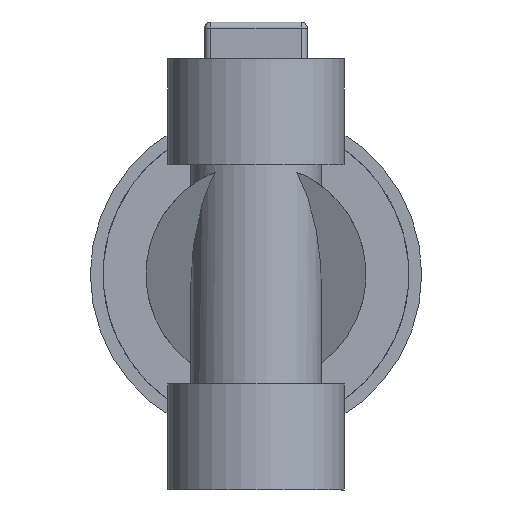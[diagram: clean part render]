
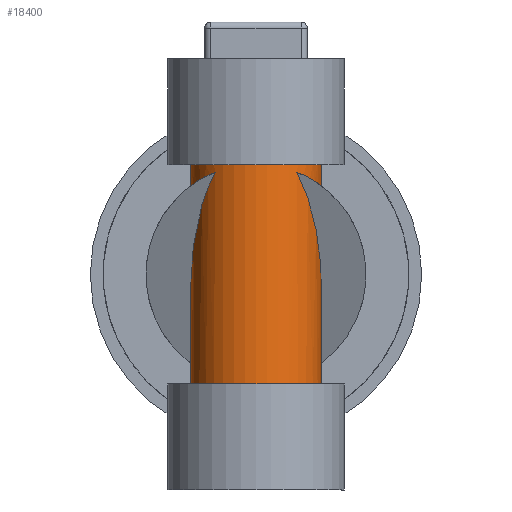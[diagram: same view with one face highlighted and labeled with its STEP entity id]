
A CAD part, front view. The second image highlights one B-rep face of the part: STEP entity #18400.
In plain terms, the highlighted cylindrical face has radius 16.32 mm (diameter 32.639 mm), a partial arc.
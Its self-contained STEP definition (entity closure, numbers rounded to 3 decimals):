
#1431 = ORIENTED_EDGE ( 'NONE', *, *, #30118, .F. ) ;
#2395 = ORIENTED_EDGE ( 'NONE', *, *, #76004, .F. ) ;
#2876 = LINE ( 'NONE', #54282, #79913 ) ;
#4735 = CARTESIAN_POINT ( 'NONE',  ( 0., 0., 27.311 ) ) ;
#5201 = AXIS2_PLACEMENT_3D ( 'NONE', #95372, #82251, #15405 ) ;
#5255 = CARTESIAN_POINT ( 'NONE',  ( -13.44, -9.277, 23.923 ) ) ;
#5426 = CARTESIAN_POINT ( 'NONE',  ( 10.175, -12.759, 25.482 ) ) ;
#7861 = CIRCLE ( 'NONE', #17580, 16.319 ) ;
#8103 = VERTEX_POINT ( 'NONE', #32091 ) ;
#9300 = VERTEX_POINT ( 'NONE', #35204 ) ;
#9914 = CARTESIAN_POINT ( 'NONE',  ( -16.319, 0., 27.311 ) ) ;
#10190 = B_SPLINE_CURVE_WITH_KNOTS ( 'NONE', 3,
 ( #5426, #12932, #57959, #13272, #65490, #20804, #72929, #28264, #80449, #35809, #87964, #43288, #95493, #50763 ),
 .UNSPECIFIED., .F., .F.,
 ( 4, 2, 2, 2, 2, 2, 4 ),
 ( 0.037, 0.041, 0.043, 0.045, 0.047, 0.049, 0.052 ),
 .UNSPECIFIED. ) ;
#10349 = ORIENTED_EDGE ( 'NONE', *, *, #34315, .T. ) ;
#12238 = DIRECTION ( 'NONE',  ( -1., 0., 0. ) ) ;
#12775 = CARTESIAN_POINT ( 'NONE',  ( -11.963, -11.164, 24.707 ) ) ;
#12932 = CARTESIAN_POINT ( 'NONE',  ( 11.117, -12.008, 25.106 ) ) ;
#13272 = CARTESIAN_POINT ( 'NONE',  ( 13.09, -9.764, 24.118 ) ) ;
#13783 = CARTESIAN_POINT ( 'NONE',  ( -16.319, 0., 27.311 ) ) ;
#14201 = CARTESIAN_POINT ( 'NONE',  ( 16.319, 0., -3.78 ) ) ;
#14458 = DIRECTION ( 'NONE',  ( 0., 0., -1. ) ) ;
#15405 = DIRECTION ( 'NONE',  ( -1., 0., 0. ) ) ;
#16036 = CARTESIAN_POINT ( 'NONE',  ( 14.126, -9.608, 18.255 ) ) ;
#17524 = CARTESIAN_POINT ( 'NONE',  ( -10.175, -12.759, 25.482 ) ) ;
#17580 = AXIS2_PLACEMENT_3D ( 'NONE', #4735, #56961, #12238 ) ;
#17936 = CARTESIAN_POINT ( 'NONE',  ( 16.32, 0., 27.311 ) ) ;
#18241 = VERTEX_POINT ( 'NONE', #25581 ) ;
#18400 = ADVANCED_FACE ( 'NONE', ( #39732 ), #69993, .T. ) ;
#18617 = ORIENTED_EDGE ( 'NONE', *, *, #27123, .F. ) ;
#20317 = CARTESIAN_POINT ( 'NONE',  ( -10.175, -12.759, 25.482 ) ) ;
#20804 = CARTESIAN_POINT ( 'NONE',  ( 14.089, -8.258, 23.547 ) ) ;
#21285 = DIRECTION ( 'NONE',  ( 0., 0., -1. ) ) ;
#21632 = CARTESIAN_POINT ( 'NONE',  ( -16.319, 0., 27.311 ) ) ;
#22701 = CARTESIAN_POINT ( 'NONE',  ( 0., 0., -27.299 ) ) ;
#23518 = LINE ( 'NONE', #17936, #43360 ) ;
#23527 = CARTESIAN_POINT ( 'NONE',  ( 16.319, 0., -3.78 ) ) ;
#25134 = VERTEX_POINT ( 'NONE', #68715 ) ;
#25581 = CARTESIAN_POINT ( 'NONE',  ( -16.32, 0., -3.78 ) ) ;
#25715 = EDGE_CURVE ( 'NONE', #78083, #93301, #2876, .T. ) ;
#27123 = EDGE_CURVE ( 'NONE', #90837, #9300, #23518, .T. ) ;
#27457 = CARTESIAN_POINT ( 'NONE',  ( -16.173, -2.512, 22.167 ) ) ;
#28264 = CARTESIAN_POINT ( 'NONE',  ( 14.914, -6.654, 23.032 ) ) ;
#30118 = EDGE_CURVE ( 'NONE', #25134, #78083, #71803, .T. ) ;
#30198 = DIRECTION ( 'NONE',  ( -1., 0., 0. ) ) ;
#31961 = CARTESIAN_POINT ( 'NONE',  ( -16.32, 0., -27.299 ) ) ;
#32091 = CARTESIAN_POINT ( 'NONE',  ( -10.175, -12.759, 25.482 ) ) ;
#34315 = EDGE_CURVE ( 'NONE', #18241, #69378, #63787, .T. ) ;
#34587 = ORIENTED_EDGE ( 'NONE', *, *, #84615, .T. ) ;
#34979 = LINE ( 'NONE', #13783, #72281 ) ;
#34988 = CARTESIAN_POINT ( 'NONE',  ( -15.571, -4.925, 22.593 ) ) ;
#35120 = VERTEX_POINT ( 'NONE', #88625 ) ;
#35204 = CARTESIAN_POINT ( 'NONE',  ( 16.32, 0., 22.056 ) ) ;
#35809 = CARTESIAN_POINT ( 'NONE',  ( 15.566, -4.941, 22.596 ) ) ;
#36789 = B_SPLINE_CURVE_WITH_KNOTS ( 'NONE', 3,
 ( #94379, #49352, #27457, #79637, #34988, #87156, #42474, #94696, #49955, #5255, #57485, #12775, #64990, #20317 ),
 .UNSPECIFIED., .F., .F.,
 ( 4, 2, 2, 2, 2, 2, 4 ),
 ( 0., 0.004, 0.006, 0.008, 0.009, 0.011, 0.015 ),
 .UNSPECIFIED. ) ;
#37384 = CARTESIAN_POINT ( 'NONE',  ( 16.319, 0., -27.299 ) ) ;
#37644 =( BOUNDED_CURVE ( )  B_SPLINE_CURVE ( 3, ( #76844, #39725, #62231, #17524 ),
 .UNSPECIFIED., .F., .F. ) 
 B_SPLINE_CURVE_WITH_KNOTS ( ( 4, 4 ),
 ( 1.571, 2.468 ),
 .UNSPECIFIED. ) 
 CURVE ( )  GEOMETRIC_REPRESENTATION_ITEM ( )  RATIONAL_B_SPLINE_CURVE ( ( 1., 0.934, 0.934, 1. ) ) 
 REPRESENTATION_ITEM ( '' )  );
#39725 = CARTESIAN_POINT ( 'NONE',  ( -16.319, -5.054, 7.812 ) ) ;
#39732 = FACE_OUTER_BOUND ( 'NONE', #49164, .T. ) ;
#41293 = EDGE_CURVE ( 'NONE', #90837, #82797, #7861, .T. ) ;
#42474 = CARTESIAN_POINT ( 'NONE',  ( -14.918, -6.645, 23.03 ) ) ;
#43288 = CARTESIAN_POINT ( 'NONE',  ( 16.172, -2.517, 22.167 ) ) ;
#43360 = VECTOR ( 'NONE', #62642, 1000. ) ;
#44332 = ORIENTED_EDGE ( 'NONE', *, *, #41293, .T. ) ;
#45039 = EDGE_CURVE ( 'NONE', #93301, #69378, #84773, .T. ) ;
#49091 = CARTESIAN_POINT ( 'NONE',  ( 16.32, 0., 27.311 ) ) ;
#49164 = EDGE_LOOP ( 'NONE', ( #10349, #92984, #83447, #1431, #85892, #18617, #44332, #51145, #34587, #2395 ) ) ;
#49352 = CARTESIAN_POINT ( 'NONE',  ( -16.319, -1.273, 22.056 ) ) ;
#49955 = CARTESIAN_POINT ( 'NONE',  ( -14.089, -8.258, 23.547 ) ) ;
#50763 = CARTESIAN_POINT ( 'NONE',  ( 16.32, 0., 22.056 ) ) ;
#51145 = ORIENTED_EDGE ( 'NONE', *, *, #83169, .T. ) ;
#54282 = CARTESIAN_POINT ( 'NONE',  ( 16.32, 0., 27.311 ) ) ;
#56961 = DIRECTION ( 'NONE',  ( 0., 0., -1. ) ) ;
#57485 = CARTESIAN_POINT ( 'NONE',  ( -13.087, -9.767, 24.119 ) ) ;
#57959 = CARTESIAN_POINT ( 'NONE',  ( 11.961, -11.167, 24.708 ) ) ;
#60728 = CARTESIAN_POINT ( 'NONE',  ( 10.175, -12.759, 25.482 ) ) ;
#62119 = DIRECTION ( 'NONE',  ( 0., 0., -1. ) ) ;
#62231 = CARTESIAN_POINT ( 'NONE',  ( -14.126, -9.608, 18.255 ) ) ;
#62642 = DIRECTION ( 'NONE',  ( 0., 0., -1. ) ) ;
#63787 = LINE ( 'NONE', #21632, #81222 ) ;
#64990 = CARTESIAN_POINT ( 'NONE',  ( -11.12, -12.005, 25.104 ) ) ;
#65490 = CARTESIAN_POINT ( 'NONE',  ( 13.443, -9.271, 23.921 ) ) ;
#68182 = CARTESIAN_POINT ( 'NONE',  ( 16.32, -5.054, 7.812 ) ) ;
#68715 = CARTESIAN_POINT ( 'NONE',  ( 10.175, -12.759, 25.482 ) ) ;
#69378 = VERTEX_POINT ( 'NONE', #31961 ) ;
#69993 = CYLINDRICAL_SURFACE ( 'NONE', #5201, 16.319 ) ;
#71803 =( BOUNDED_CURVE ( )  B_SPLINE_CURVE ( 3, ( #60728, #16036, #68182, #23527 ),
 .UNSPECIFIED., .F., .F. ) 
 B_SPLINE_CURVE_WITH_KNOTS ( ( 4, 4 ),
 ( 3.815, 4.712 ),
 .UNSPECIFIED. ) 
 CURVE ( )  GEOMETRIC_REPRESENTATION_ITEM ( )  RATIONAL_B_SPLINE_CURVE ( ( 1., 0.934, 0.934, 1. ) ) 
 REPRESENTATION_ITEM ( '' )  );
#72281 = VECTOR ( 'NONE', #21285, 1000. ) ;
#72929 = CARTESIAN_POINT ( 'NONE',  ( 14.383, -7.735, 23.368 ) ) ;
#73679 = EDGE_CURVE ( 'NONE', #25134, #9300, #10190, .T. ) ;
#74873 = DIRECTION ( 'NONE',  ( 0., 0., -1. ) ) ;
#76004 = EDGE_CURVE ( 'NONE', #18241, #8103, #37644, .T. ) ;
#76844 = CARTESIAN_POINT ( 'NONE',  ( -16.32, 0., -3.78 ) ) ;
#78083 = VERTEX_POINT ( 'NONE', #14201 ) ;
#79637 = CARTESIAN_POINT ( 'NONE',  ( -15.748, -4.325, 22.468 ) ) ;
#79913 = VECTOR ( 'NONE', #62119, 1000. ) ;
#80449 = CARTESIAN_POINT ( 'NONE',  ( 15.151, -6.096, 22.876 ) ) ;
#81222 = VECTOR ( 'NONE', #14458, 1000. ) ;
#82251 = DIRECTION ( 'NONE',  ( 0., 0., -1. ) ) ;
#82797 = VERTEX_POINT ( 'NONE', #9914 ) ;
#83169 = EDGE_CURVE ( 'NONE', #82797, #35120, #34979, .T. ) ;
#83447 = ORIENTED_EDGE ( 'NONE', *, *, #25715, .F. ) ;
#84615 = EDGE_CURVE ( 'NONE', #35120, #8103, #36789, .T. ) ;
#84773 = CIRCLE ( 'NONE', #92912, 16.319 ) ;
#85892 = ORIENTED_EDGE ( 'NONE', *, *, #73679, .T. ) ;
#87156 = CARTESIAN_POINT ( 'NONE',  ( -15.155, -6.085, 22.873 ) ) ;
#87964 = CARTESIAN_POINT ( 'NONE',  ( 15.744, -4.339, 22.471 ) ) ;
#88625 = CARTESIAN_POINT ( 'NONE',  ( -16.319, 0., 22.056 ) ) ;
#90837 = VERTEX_POINT ( 'NONE', #49091 ) ;
#92912 = AXIS2_PLACEMENT_3D ( 'NONE', #22701, #74873, #30198 ) ;
#92984 = ORIENTED_EDGE ( 'NONE', *, *, #45039, .F. ) ;
#93301 = VERTEX_POINT ( 'NONE', #37384 ) ;
#94379 = CARTESIAN_POINT ( 'NONE',  ( -16.319, 0., 22.056 ) ) ;
#94696 = CARTESIAN_POINT ( 'NONE',  ( -14.385, -7.732, 23.367 ) ) ;
#95372 = CARTESIAN_POINT ( 'NONE',  ( 0., 0., 27.311 ) ) ;
#95493 = CARTESIAN_POINT ( 'NONE',  ( 16.32, -1.274, 22.056 ) ) ;
